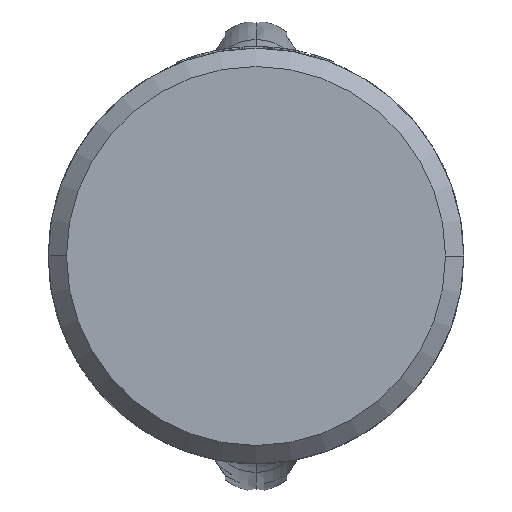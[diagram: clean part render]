
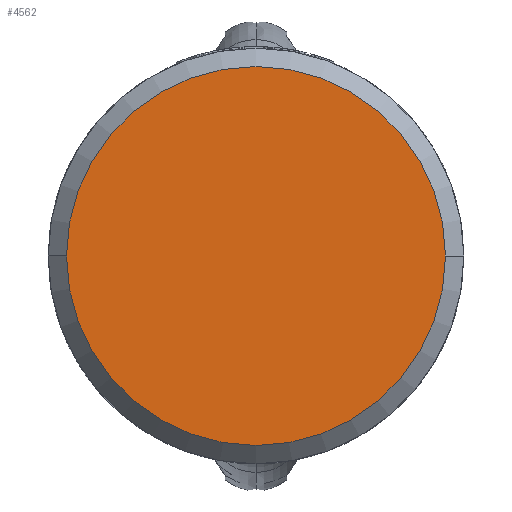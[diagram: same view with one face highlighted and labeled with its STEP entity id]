
A CAD part, front view. The second image highlights one B-rep face of the part: STEP entity #4562.
In plain terms, the highlighted planar face has unit normal (0, -1, 0).
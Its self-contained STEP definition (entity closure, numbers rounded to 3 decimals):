
#6=CARTESIAN_POINT('',(0.,0.,0.));
#7=DIRECTION('',(0.,-1.,0.));
#8=DIRECTION('',(1.,0.,0.));
#9=AXIS2_PLACEMENT_3D('',#6,#7,#8);
#3328=CARTESIAN_POINT('',(0.,0.,0.));
#3329=DIRECTION('',(0.,1.,0.));
#3330=DIRECTION('',(1.,0.,0.));
#3331=AXIS2_PLACEMENT_3D('',#3328,#3329,#3330);
#4351=CARTESIAN_POINT('',(31.,0.,0.));
#4352=CARTESIAN_POINT('',(-31.,0.,0.));
#4353=VERTEX_POINT('',#4351);
#4354=VERTEX_POINT('',#4352);
#4551=CARTESIAN_POINT('',(0.,0.,0.));
#4552=DIRECTION('',(0.,-1.,0.));
#4553=DIRECTION('',(-1.,0.,0.));
#4554=AXIS2_PLACEMENT_3D('',#4551,#4552,#4553);
#4555=PLANE('',#4554);
#4557=ORIENTED_EDGE('',*,*,#4556,.F.);
#4559=ORIENTED_EDGE('',*,*,#4558,.T.);
#4560=EDGE_LOOP('',(#4557,#4559));
#4561=FACE_OUTER_BOUND('',#4560,.F.);
#4562=ADVANCED_FACE('',(#4561),#4555,.T.);
#10=CIRCLE('',#9,31.);
#3332=CIRCLE('',#3331,31.);
#4556=EDGE_CURVE('',#4353,#4354,#10,.T.);
#4558=EDGE_CURVE('',#4353,#4354,#3332,.T.);
